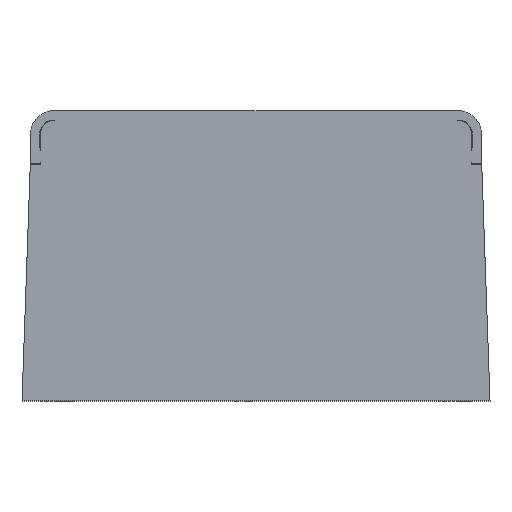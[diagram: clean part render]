
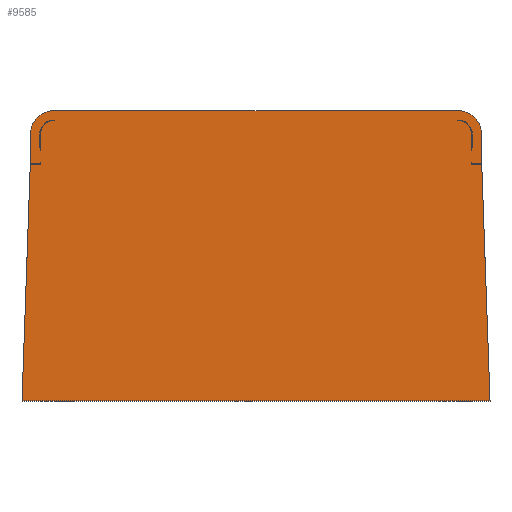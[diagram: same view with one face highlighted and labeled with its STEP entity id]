
A CAD part, top view. The second image highlights one B-rep face of the part: STEP entity #9585.
In plain terms, the highlighted planar face has unit normal (0, 0, 1).
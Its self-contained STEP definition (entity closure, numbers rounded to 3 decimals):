
#864=DIRECTION('',(1.,0.,0.));
#865=VECTOR('',#864,100.);
#866=CARTESIAN_POINT('',(-50.,0.,48.));
#867=LINE('',#866,#865);
#1075=DIRECTION('',(0.,-1.,0.));
#1076=VECTOR('',#1075,0.373);
#1077=CARTESIAN_POINT('',(-46.,50.873,48.));
#1078=LINE('',#1077,#1076);
#1087=CARTESIAN_POINT('',(43.,57.,48.));
#1088=DIRECTION('',(0.,0.,-1.));
#1089=DIRECTION('',(0.067,0.998,0.));
#1090=AXIS2_PLACEMENT_3D('',#1087,#1088,#1089);
#1092=DIRECTION('',(0.,-1.,0.));
#1093=VECTOR('',#1092,3.4);
#1094=CARTESIAN_POINT('',(46.,57.,48.));
#1095=LINE('',#1094,#1093);
#1096=CARTESIAN_POINT('',(45.2,54.2,48.));
#1097=DIRECTION('',(0.,0.,1.));
#1098=DIRECTION('',(0.8,-0.6,0.));
#1099=AXIS2_PLACEMENT_3D('',#1096,#1097,#1098);
#1101=DIRECTION('',(0.,1.,0.));
#1102=VECTOR('',#1101,2.8);
#1103=CARTESIAN_POINT('',(46.2,54.2,48.));
#1104=LINE('',#1103,#1102);
#1105=CARTESIAN_POINT('',(43.2,57.,48.));
#1106=DIRECTION('',(0.,0.,1.));
#1107=DIRECTION('',(1.,0.,0.));
#1108=AXIS2_PLACEMENT_3D('',#1105,#1106,#1107);
#1110=CARTESIAN_POINT('',(-46.7,52.2,48.));
#1111=DIRECTION('',(0.,0.,-1.));
#1112=DIRECTION('',(0.467,-0.884,0.));
#1113=AXIS2_PLACEMENT_3D('',#1110,#1111,#1112);
#1115=CARTESIAN_POINT('',(-43.2,57.,48.));
#1116=DIRECTION('',(0.,0.,-1.));
#1117=DIRECTION('',(-1.,0.,0.));
#1118=AXIS2_PLACEMENT_3D('',#1115,#1116,#1117);
#1120=CARTESIAN_POINT('',(43.2,57.,48.));
#1121=DIRECTION('',(0.,0.,-1.));
#1122=DIRECTION('',(0.,1.,0.));
#1123=AXIS2_PLACEMENT_3D('',#1120,#1121,#1122);
#1125=CARTESIAN_POINT('',(46.7,52.2,48.));
#1126=DIRECTION('',(0.,0.,-1.));
#1127=DIRECTION('',(0.,-1.,0.));
#1128=AXIS2_PLACEMENT_3D('',#1125,#1126,#1127);
#1130=DIRECTION('',(0.,-1.,0.));
#1131=VECTOR('',#1130,0.373);
#1132=CARTESIAN_POINT('',(46.,50.873,48.));
#1133=LINE('',#1132,#1131);
#1134=DIRECTION('',(1.,0.,0.));
#1135=VECTOR('',#1134,2.237);
#1136=CARTESIAN_POINT('',(46.,50.5,48.));
#1137=LINE('',#1136,#1135);
#1138=DIRECTION('',(0.035,-0.999,0.));
#1139=VECTOR('',#1138,50.531);
#1140=CARTESIAN_POINT('',(48.237,50.5,48.));
#1141=LINE('',#1140,#1139);
#1142=DIRECTION('',(0.035,0.999,0.));
#1143=VECTOR('',#1142,50.531);
#1144=CARTESIAN_POINT('',(-50.,0.,48.));
#1145=LINE('',#1144,#1143);
#1146=CARTESIAN_POINT('',(-43.2,57.,48.));
#1147=DIRECTION('',(0.,0.,1.));
#1148=DIRECTION('',(0.,1.,0.));
#1149=AXIS2_PLACEMENT_3D('',#1146,#1147,#1148);
#1151=DIRECTION('',(0.,-1.,0.));
#1152=VECTOR('',#1151,2.8);
#1153=CARTESIAN_POINT('',(-46.2,57.,48.));
#1154=LINE('',#1153,#1152);
#1155=CARTESIAN_POINT('',(-45.2,54.2,48.));
#1156=DIRECTION('',(0.,0.,1.));
#1157=DIRECTION('',(-1.,0.,0.));
#1158=AXIS2_PLACEMENT_3D('',#1155,#1156,#1157);
#1160=CARTESIAN_POINT('',(-43.,57.,48.));
#1161=DIRECTION('',(0.,0.,-1.));
#1162=DIRECTION('',(-1.,0.,0.));
#1163=AXIS2_PLACEMENT_3D('',#1160,#1161,#1162);
#5135=DIRECTION('',(0.,-1.,0.));
#5136=VECTOR('',#5135,3.4);
#5137=CARTESIAN_POINT('',(-46.,57.,48.));
#5138=LINE('',#5137,#5136);
#5182=DIRECTION('',(-1.,0.,0.));
#5183=VECTOR('',#5182,2.237);
#5184=CARTESIAN_POINT('',(-46.,50.5,48.));
#5185=LINE('',#5184,#5183);
#5625=DIRECTION('',(1.,0.,0.));
#5626=VECTOR('',#5625,1.5);
#5627=CARTESIAN_POINT('',(-48.2,50.7,48.));
#5628=LINE('',#5627,#5626);
#5633=DIRECTION('',(0.,-1.,0.));
#5634=VECTOR('',#5633,6.3);
#5635=CARTESIAN_POINT('',(-48.2,57.,48.));
#5636=LINE('',#5635,#5634);
#5653=DIRECTION('',(-1.,0.,0.));
#5654=VECTOR('',#5653,86.4);
#5655=CARTESIAN_POINT('',(43.2,62.,48.));
#5656=LINE('',#5655,#5654);
#5673=DIRECTION('',(0.,1.,0.));
#5674=VECTOR('',#5673,6.3);
#5675=CARTESIAN_POINT('',(48.2,50.7,48.));
#5676=LINE('',#5675,#5674);
#5681=DIRECTION('',(1.,0.,0.));
#5682=VECTOR('',#5681,1.5);
#5683=CARTESIAN_POINT('',(46.7,50.7,48.));
#5684=LINE('',#5683,#5682);
#6352=CARTESIAN_POINT('',(48.237,50.5,48.));
#6353=VERTEX_POINT('',#6352);
#6665=CARTESIAN_POINT('',(46.,57.,48.));
#6666=VERTEX_POINT('',#6665);
#6669=CARTESIAN_POINT('',(46.,50.5,48.));
#6670=VERTEX_POINT('',#6669);
#6671=CARTESIAN_POINT('',(50.,0.,48.));
#6672=VERTEX_POINT('',#6671);
#6673=CARTESIAN_POINT('',(-50.,0.,48.));
#6674=VERTEX_POINT('',#6673);
#6675=CARTESIAN_POINT('',(-48.237,50.5,48.));
#6676=VERTEX_POINT('',#6675);
#6677=CARTESIAN_POINT('',(-46.,50.5,48.));
#6678=VERTEX_POINT('',#6677);
#6778=CARTESIAN_POINT('',(-46.,57.,48.));
#6779=VERTEX_POINT('',#6778);
#7562=CARTESIAN_POINT('',(-46.2,54.2,48.));
#7564=VERTEX_POINT('',#7562);
#7566=CARTESIAN_POINT('',(-46.2,57.,48.));
#7567=VERTEX_POINT('',#7566);
#7572=CARTESIAN_POINT('',(46.2,54.2,48.));
#7574=VERTEX_POINT('',#7572);
#7578=CARTESIAN_POINT('',(46.2,57.,48.));
#7579=VERTEX_POINT('',#7578);
#7580=CARTESIAN_POINT('',(-48.2,50.7,48.));
#7581=CARTESIAN_POINT('',(-46.7,50.7,48.));
#7582=VERTEX_POINT('',#7580);
#7583=VERTEX_POINT('',#7581);
#7584=CARTESIAN_POINT('',(-48.2,57.,48.));
#7585=VERTEX_POINT('',#7584);
#7586=CARTESIAN_POINT('',(-43.2,62.,48.));
#7587=VERTEX_POINT('',#7586);
#7588=CARTESIAN_POINT('',(43.2,62.,48.));
#7589=VERTEX_POINT('',#7588);
#7590=CARTESIAN_POINT('',(48.2,57.,48.));
#7591=VERTEX_POINT('',#7590);
#7592=CARTESIAN_POINT('',(48.2,50.7,48.));
#7593=VERTEX_POINT('',#7592);
#7594=CARTESIAN_POINT('',(46.7,50.7,48.));
#7595=VERTEX_POINT('',#7594);
#7596=CARTESIAN_POINT('',(43.2,60.,48.));
#7597=VERTEX_POINT('',#7596);
#7598=CARTESIAN_POINT('',(-43.2,60.,48.));
#7599=VERTEX_POINT('',#7598);
#7896=CARTESIAN_POINT('',(46.,53.6,48.));
#7898=VERTEX_POINT('',#7896);
#7912=CARTESIAN_POINT('',(46.,50.873,48.));
#7913=VERTEX_POINT('',#7912);
#7917=CARTESIAN_POINT('',(-46.,50.873,48.));
#7919=VERTEX_POINT('',#7917);
#7930=CARTESIAN_POINT('',(-46.,53.6,48.));
#7931=VERTEX_POINT('',#7930);
#9532=CARTESIAN_POINT('',(0.,30.,48.));
#9533=DIRECTION('',(0.,0.,1.));
#9534=DIRECTION('',(1.,0.,0.));
#9535=AXIS2_PLACEMENT_3D('',#9532,#9533,#9534);
#9536=PLANE('',#9535);
#9537=ORIENTED_EDGE('',*,*,#9521,.F.);
#9538=ORIENTED_EDGE('',*,*,#9503,.T.);
#9540=ORIENTED_EDGE('',*,*,#9539,.F.);
#9542=ORIENTED_EDGE('',*,*,#9541,.F.);
#9544=ORIENTED_EDGE('',*,*,#9543,.T.);
#9546=ORIENTED_EDGE('',*,*,#9545,.F.);
#9548=ORIENTED_EDGE('',*,*,#9547,.T.);
#9550=ORIENTED_EDGE('',*,*,#9549,.F.);
#9552=ORIENTED_EDGE('',*,*,#9551,.F.);
#9553=ORIENTED_EDGE('',*,*,#8060,.T.);
#9554=ORIENTED_EDGE('',*,*,#8094,.T.);
#9556=ORIENTED_EDGE('',*,*,#9555,.T.);
#9557=ORIENTED_EDGE('',*,*,#9189,.T.);
#9558=ORIENTED_EDGE('',*,*,#9217,.F.);
#9559=ORIENTED_EDGE('',*,*,#9274,.T.);
#9561=ORIENTED_EDGE('',*,*,#9560,.F.);
#9562=EDGE_LOOP('',(#9537,#9538,#9540,#9542,#9544,#9546,#9548,#9550,#9552,#9553,
#9554,#9556,#9557,#9558,#9559,#9561));
#9563=FACE_OUTER_BOUND('',#9562,.F.);
#9565=ORIENTED_EDGE('',*,*,#9564,.T.);
#9566=ORIENTED_EDGE('',*,*,#8144,.T.);
#9567=ORIENTED_EDGE('',*,*,#8164,.T.);
#9568=ORIENTED_EDGE('',*,*,#8191,.T.);
#9570=ORIENTED_EDGE('',*,*,#9569,.T.);
#9571=EDGE_LOOP('',(#9565,#9566,#9567,#9568,#9570));
#9572=FACE_BOUND('',#9571,.F.);
#9574=ORIENTED_EDGE('',*,*,#9573,.T.);
#9576=ORIENTED_EDGE('',*,*,#9575,.T.);
#9578=ORIENTED_EDGE('',*,*,#9577,.T.);
#9580=ORIENTED_EDGE('',*,*,#9579,.F.);
#9582=ORIENTED_EDGE('',*,*,#9581,.T.);
#9583=EDGE_LOOP('',(#9574,#9576,#9578,#9580,#9582));
#9584=FACE_BOUND('',#9583,.F.);
#1091=CIRCLE('',#1090,3.);
#1100=CIRCLE('',#1099,1.);
#1109=CIRCLE('',#1108,3.);
#1114=CIRCLE('',#1113,1.5);
#1119=CIRCLE('',#1118,5.);
#1124=CIRCLE('',#1123,5.);
#1129=CIRCLE('',#1128,1.5);
#1150=CIRCLE('',#1149,3.);
#1159=CIRCLE('',#1158,1.);
#1164=CIRCLE('',#1163,3.);
#8060=EDGE_CURVE('',#7595,#7913,#1129,.T.);
#8094=EDGE_CURVE('',#7913,#6670,#1133,.T.);
#8144=EDGE_CURVE('',#6666,#7898,#1095,.T.);
#8164=EDGE_CURVE('',#7898,#7574,#1100,.T.);
#8191=EDGE_CURVE('',#7574,#7579,#1104,.T.);
#9189=EDGE_CURVE('',#6353,#6672,#1141,.T.);
#9217=EDGE_CURVE('',#6674,#6672,#867,.T.);
#9274=EDGE_CURVE('',#6674,#6676,#1145,.T.);
#9503=EDGE_CURVE('',#7919,#7583,#1114,.T.);
#9521=EDGE_CURVE('',#7919,#6678,#1078,.T.);
#9539=EDGE_CURVE('',#7582,#7583,#5628,.T.);
#9541=EDGE_CURVE('',#7585,#7582,#5636,.T.);
#9543=EDGE_CURVE('',#7585,#7587,#1119,.T.);
#9545=EDGE_CURVE('',#7589,#7587,#5656,.T.);
#9547=EDGE_CURVE('',#7589,#7591,#1124,.T.);
#9549=EDGE_CURVE('',#7593,#7591,#5676,.T.);
#9551=EDGE_CURVE('',#7595,#7593,#5684,.T.);
#9555=EDGE_CURVE('',#6670,#6353,#1137,.T.);
#9560=EDGE_CURVE('',#6678,#6676,#5185,.T.);
#9564=EDGE_CURVE('',#7597,#6666,#1091,.T.);
#9569=EDGE_CURVE('',#7579,#7597,#1109,.T.);
#9573=EDGE_CURVE('',#7599,#7567,#1150,.T.);
#9575=EDGE_CURVE('',#7567,#7564,#1154,.T.);
#9577=EDGE_CURVE('',#7564,#7931,#1159,.T.);
#9579=EDGE_CURVE('',#6779,#7931,#5138,.T.);
#9581=EDGE_CURVE('',#6779,#7599,#1164,.T.);
#9585=ADVANCED_FACE('',(#9563,#9572,#9584),#9536,.T.);
